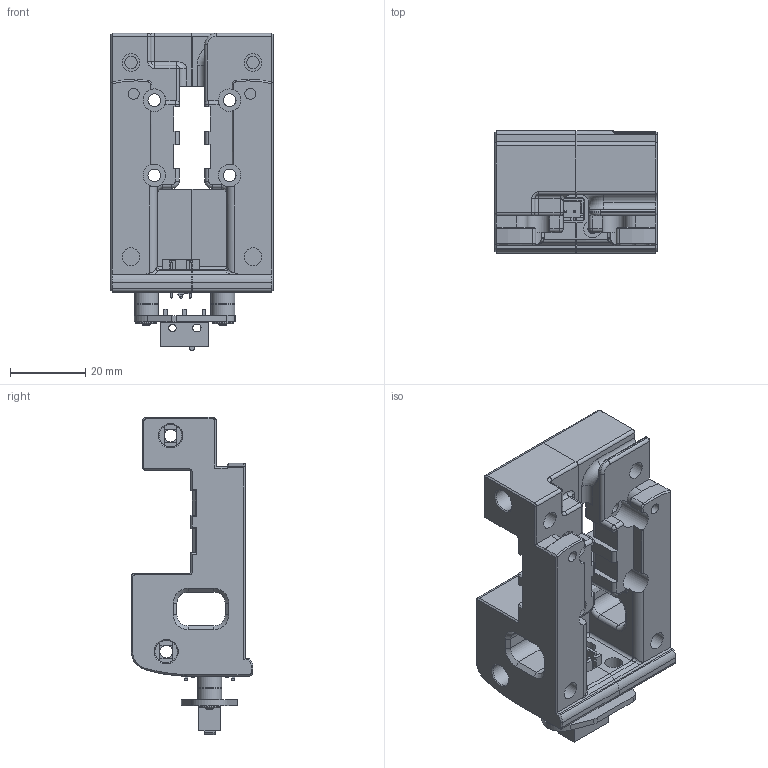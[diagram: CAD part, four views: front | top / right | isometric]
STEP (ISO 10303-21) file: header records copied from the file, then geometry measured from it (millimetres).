
FILE_DESCRIPTION(/* description */ (''),/* implementation_level */ '2;1');
FILE_NAME(/* name */ 'Euclid MGN12_X_Carriage_CW2 v5.step',/* time_stamp */ '2022-08-07T23:25:04-04:00',/* author */ (''),/* organization */ (''),/* preprocessor_version */ 'ST-DEVELOPER v19',/* originating_system */ 'Autodesk Translation Framework v11.7.0.108',/* authorisation */ '');
FILE_SCHEMA (('AUTOMOTIVE_DESIGN { 1 0 10303 214 3 1 1 }'));
Length unit declared in the file: millimetre
Products named in the file (49): Euclid MGN12_X_Carriage_CW2; Euclid_x_carriage_frame_left; Euclid_x_carriage_frame_right; ProbeV4; ProbeV4_1; 6; 7; 8; 9; 10; 11; 12; 13; 14; 15; 16; 17; 18; 19; 20; 21; 22; 23; 24; 25; 26; 27; 28; 29; 30; 31; 32; 33; 34; 35; 36; 37; 38; 39; 40 ...
Assembly tree (48 placements, depth 4):
  Euclid MGN12_X_Carriage_CW2
    Euclid_x_carriage_frame_left
    Euclid_x_carriage_frame_right
    ProbeV4
      ProbeV4_1
        6
        7
        8
        9
        10
        11
        12
        13
        14
        15
        16
        17
        18
        19
        20
        21
        22
        23
        24
        25
        26
        27
        28
        29
        30
        31
        32
        33
        34
        35
        36
        37
        38
        39
        40
        41
        42
        43
        44
        45
        46
        47
        48
        49
Bounding box: 43.2 x 32.4 x 84.3 mm (x, y, z)
Volume: 45961.7 mm3; surface area: 23009.8 mm2
Topology: 23 solids, 46 shells, 1277 faces, 3457 edges, 2264 vertices
Faces by surface type: plane 786, cylinder 317, cone 97, torus 37, bspline 34, sphere 6
Full cylindrical faces by diameter (mm): 0.95 x3, 1.152 x2, 1.2 x3, 1.571 x24, 1.9 x2, 2 x5, 2.184 x24, 2.5 x2, 2.54 x4, 2.9 x2, 3.3 x2, 3.4 x8, 3.6 x4, 4.09 x4, 4.7 x6, 5.56 x4, 6 x6, 6.35 x6
Entity records: 47696 total; most frequent: CARTESIAN_POINT 14230, ORIENTED_EDGE 6768, DIRECTION 6578, EDGE_CURVE 3443, LINE 2334, VECTOR 2334, VERTEX_POINT 2260, AXIS2_PLACEMENT_3D 2122
